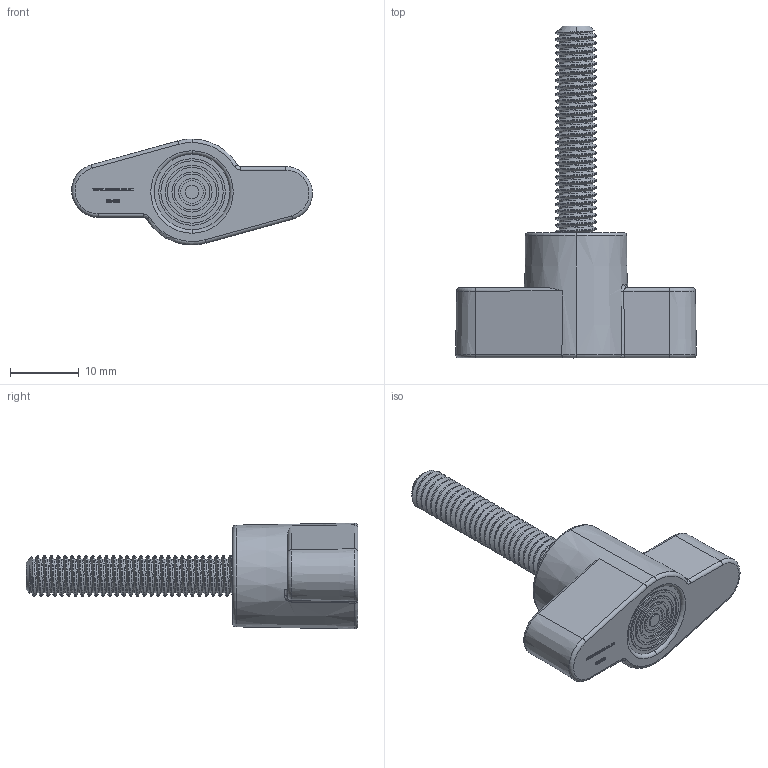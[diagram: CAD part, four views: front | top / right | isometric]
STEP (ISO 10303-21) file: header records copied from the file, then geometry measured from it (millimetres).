
FILE_DESCRIPTION (( 'STEP AP214' ), '1' );
FILE_NAME ('02493-Wing Screw Zinc Ext 30mm M6.STEP', '2018-08-01T02:14:33', ( '' ), ( '' ), 'SwSTEP 2.0', 'SolidWorks 2018', '' );
FILE_SCHEMA (( 'AUTOMOTIVE_DESIGN' ));
Length unit declared in the file: millimetre
Products named in the file (1): 02493-Wing Screw Zinc Ext 30mm M6
Bounding box: 34.97 x 48.2 x 15.38 mm (x, y, z)
Volume: 4986 mm3; surface area: 3244.1 mm2
Topology: 1 solids, 1 shells, 426 faces, 1136 edges, 749 vertices
Faces by surface type: plane 178, bspline 134, cylinder 85, cone 16, torus 13
Entity records: 25500 total; most frequent: CARTESIAN_POINT 15346, ORIENTED_EDGE 2272, DIRECTION 1434, EDGE_CURVE 1136, VERTEX_POINT 749, LINE 620, VECTOR 620, EDGE_LOOP 463
